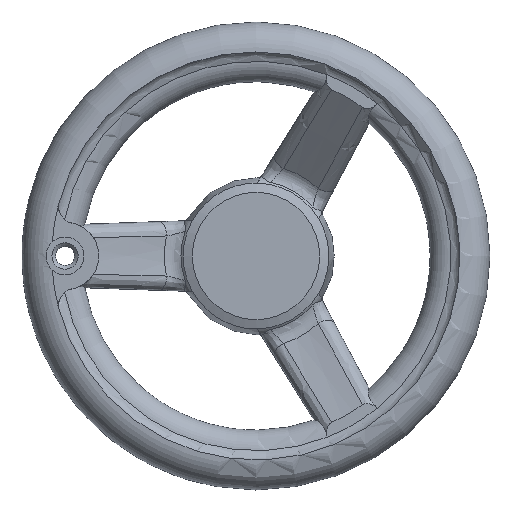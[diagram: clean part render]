
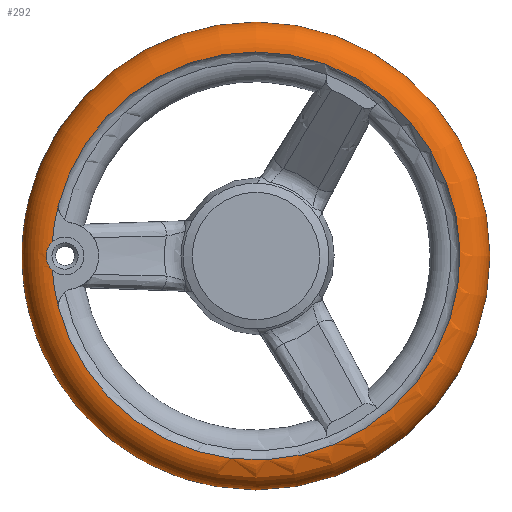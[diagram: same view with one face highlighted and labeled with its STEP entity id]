
A CAD part, left-side view. The second image highlights one B-rep face of the part: STEP entity #292.
In plain terms, the highlighted toroidal (fillet/blend) face has major radius 54.5 mm and minor radius 8 mm.
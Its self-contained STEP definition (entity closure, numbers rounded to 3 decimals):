
#146=TOROIDAL_SURFACE('',#1286,54.5,8.);
#160=B_SPLINE_CURVE_WITH_KNOTS('',3,(#1592,#1593,#1594,#1595,#1596,#1597),
.UNSPECIFIED.,.F.,.F.,(4,2,4),(0.,0.5,1.),.UNSPECIFIED.);
#292=ADVANCED_FACE('',(#375,#376),#146,.T.);
#375=FACE_BOUND('',#457,.T.);
#376=FACE_BOUND('',#458,.T.);
#457=EDGE_LOOP('',(#543));
#458=EDGE_LOOP('',(#544,#545,#546,#547));
#543=ORIENTED_EDGE('',*,*,#1041,.T.);
#544=ORIENTED_EDGE('',*,*,#1042,.F.);
#545=ORIENTED_EDGE('',*,*,#1043,.F.);
#546=ORIENTED_EDGE('',*,*,#1044,.F.);
#547=ORIENTED_EDGE('',*,*,#1045,.F.);
#917=VERTEX_POINT('',#1591);
#918=VERTEX_POINT('',#1598);
#919=VERTEX_POINT('',#1599);
#920=VERTEX_POINT('',#1601);
#921=VERTEX_POINT('',#1603);
#1041=EDGE_CURVE('',#917,#917,#1228,.T.);
#1042=EDGE_CURVE('',#918,#919,#160,.T.);
#1043=EDGE_CURVE('',#920,#918,#1229,.T.);
#1044=EDGE_CURVE('',#921,#920,#1230,.T.);
#1045=EDGE_CURVE('',#919,#921,#1231,.T.);
#1228=CIRCLE('',#1282,54.5);
#1229=CIRCLE('',#1283,54.5);
#1230=CIRCLE('',#1284,54.5);
#1231=CIRCLE('',#1285,54.5);
#1282=AXIS2_PLACEMENT_3D('',#1590,#1390,#1391);
#1283=AXIS2_PLACEMENT_3D('',#1600,#1392,#1393);
#1284=AXIS2_PLACEMENT_3D('',#1602,#1394,#1395);
#1285=AXIS2_PLACEMENT_3D('',#1604,#1396,#1397);
#1286=AXIS2_PLACEMENT_3D('',#1605,#1398,#1399);
#1390=DIRECTION('',(-1.,0.,0.));
#1391=DIRECTION('',(0.,0.,1.));
#1392=DIRECTION('',(-1.,0.,0.));
#1393=DIRECTION('',(0.,0.,1.));
#1394=DIRECTION('',(-1.,0.,0.));
#1395=DIRECTION('',(0.,0.,1.));
#1396=DIRECTION('',(-1.,0.,0.));
#1397=DIRECTION('',(0.,0.,1.));
#1398=DIRECTION('',(-1.,0.,0.));
#1399=DIRECTION('',(0.,0.,1.));
#1590=CARTESIAN_POINT('',(231.743,132.602,0.));
#1591=CARTESIAN_POINT('',(231.743,132.602,54.5));
#1592=CARTESIAN_POINT('',(215.743,186.972,3.761));
#1593=CARTESIAN_POINT('',(215.743,188.024,2.818));
#1594=CARTESIAN_POINT('',(215.895,188.653,1.41));
#1595=CARTESIAN_POINT('',(215.895,188.651,-1.418));
#1596=CARTESIAN_POINT('',(215.743,188.024,-2.819));
#1597=CARTESIAN_POINT('',(215.743,186.972,-3.761));
#1598=CARTESIAN_POINT('',(215.743,186.972,3.761));
#1599=CARTESIAN_POINT('',(215.743,186.972,-3.761));
#1600=CARTESIAN_POINT('',(215.743,132.602,0.));
#1601=CARTESIAN_POINT('',(215.743,185.43,13.394));
#1602=CARTESIAN_POINT('',(215.743,132.602,0.));
#1603=CARTESIAN_POINT('',(215.743,185.43,-13.394));
#1604=CARTESIAN_POINT('',(215.743,132.602,0.));
#1605=CARTESIAN_POINT('',(223.743,132.602,0.));
